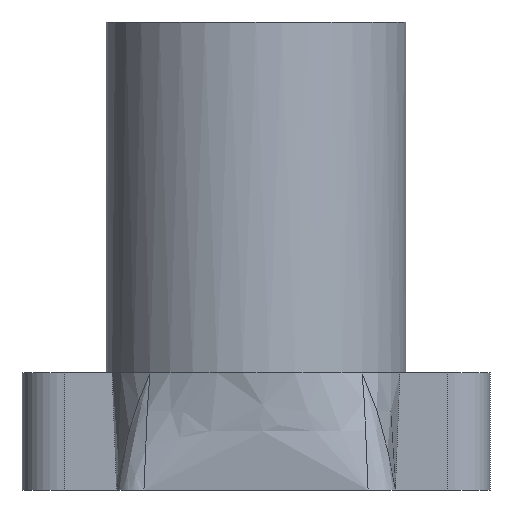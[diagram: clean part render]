
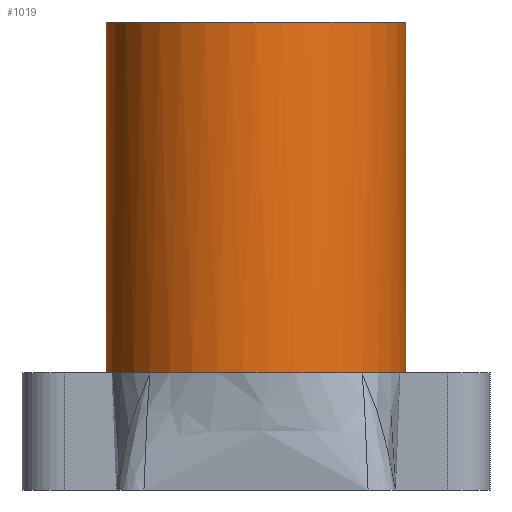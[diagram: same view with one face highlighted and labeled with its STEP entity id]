
A CAD part, front view. The second image highlights one B-rep face of the part: STEP entity #1019.
In plain terms, the highlighted cylindrical face has radius 7.05 mm (diameter 14.1 mm), a partial arc.
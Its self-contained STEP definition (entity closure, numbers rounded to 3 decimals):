
#2 = CARTESIAN_POINT ( 'NONE',  ( -6.929, -1.344, 5.5 ) ) ;
#101 = DIRECTION ( 'NONE',  ( 0., 0., 1. ) ) ;
#141 = VERTEX_POINT ( 'NONE', #2223 ) ;
#186 = DIRECTION ( 'NONE',  ( 0., 0., -1. ) ) ;
#190 = DIRECTION ( 'NONE',  ( 0., 0., 1. ) ) ;
#257 = DIRECTION ( 'NONE',  ( 1., 0., 0. ) ) ;
#294 = LINE ( 'NONE', #1182, #2220 ) ;
#325 = ORIENTED_EDGE ( 'NONE', *, *, #433, .T. ) ;
#342 = ORIENTED_EDGE ( 'NONE', *, *, #1317, .F. ) ;
#433 = EDGE_CURVE ( 'NONE', #1924, #858, #1635, .T. ) ;
#435 = VERTEX_POINT ( 'NONE', #1851 ) ;
#436 = EDGE_CURVE ( 'NONE', #858, #435, #598, .T. ) ;
#487 = ORIENTED_EDGE ( 'NONE', *, *, #882, .T. ) ;
#494 = CARTESIAN_POINT ( 'NONE',  ( -7.026, -0.676, 5.5 ) ) ;
#510 = EDGE_CURVE ( 'NONE', #1381, #1124, #649, .T. ) ;
#515 = B_SPLINE_CURVE_WITH_KNOTS ( 'NONE', 3,
 ( #2227, #1575, #2, #494, #2269, #2239 ),
 .UNSPECIFIED., .F., .F.,
 ( 4, 2, 4 ),
 ( 0.454, 0.477, 0.5 ),
 .UNSPECIFIED. ) ;
#598 = LINE ( 'NONE', #1292, #1391 ) ;
#623 = CARTESIAN_POINT ( 'NONE',  ( 7.05, 0., 22. ) ) ;
#649 = CIRCLE ( 'NONE', #2181, 7.05 ) ;
#701 = ORIENTED_EDGE ( 'NONE', *, *, #702, .T. ) ;
#702 = EDGE_CURVE ( 'NONE', #1124, #2063, #1245, .T. ) ;
#806 = DIRECTION ( 'NONE',  ( 0., 0., -1. ) ) ;
#824 = AXIS2_PLACEMENT_3D ( 'NONE', #1079, #190, #1767 ) ;
#858 = VERTEX_POINT ( 'NONE', #2103 ) ;
#869 = CARTESIAN_POINT ( 'NONE',  ( 7.05, 0., 5.5 ) ) ;
#882 = EDGE_CURVE ( 'NONE', #2063, #2081, #1282, .T. ) ;
#920 = CARTESIAN_POINT ( 'NONE',  ( -6.76, -2., 5.5 ) ) ;
#959 = CARTESIAN_POINT ( 'NONE',  ( 4.985, -4.985, 5.5 ) ) ;
#1019 = ADVANCED_FACE ( 'NONE', ( #2109 ), #1444, .T. ) ;
#1026 = AXIS2_PLACEMENT_3D ( 'NONE', #1753, #186, #1965 ) ;
#1064 = CARTESIAN_POINT ( 'NONE',  ( 6.76, -2., 5.5 ) ) ;
#1079 = CARTESIAN_POINT ( 'NONE',  ( 0., 0., 5.5 ) ) ;
#1124 = VERTEX_POINT ( 'NONE', #1374 ) ;
#1162 = DIRECTION ( 'NONE',  ( 0., 0., -1. ) ) ;
#1179 = DIRECTION ( 'NONE',  ( 1., 0., 0. ) ) ;
#1182 = CARTESIAN_POINT ( 'NONE',  ( 7.05, 0., 59.94 ) ) ;
#1213 = CARTESIAN_POINT ( 'NONE',  ( 7.05, -0.34, 5.5 ) ) ;
#1245 = CIRCLE ( 'NONE', #1974, 7.05 ) ;
#1282 = CIRCLE ( 'NONE', #824, 7.05 ) ;
#1292 = CARTESIAN_POINT ( 'NONE',  ( -7.05, 0., 59.94 ) ) ;
#1314 = DIRECTION ( 'NONE',  ( -1., 0., 0. ) ) ;
#1317 = EDGE_CURVE ( 'NONE', #1924, #141, #294, .T. ) ;
#1337 = CARTESIAN_POINT ( 'NONE',  ( 0., 0., 22. ) ) ;
#1374 = CARTESIAN_POINT ( 'NONE',  ( -4.985, -4.985, 5.5 ) ) ;
#1379 = ORIENTED_EDGE ( 'NONE', *, *, #1494, .F. ) ;
#1381 = VERTEX_POINT ( 'NONE', #920 ) ;
#1391 = VECTOR ( 'NONE', #1162, 1000. ) ;
#1410 = CARTESIAN_POINT ( 'NONE',  ( 6.856, -1.676, 5.5 ) ) ;
#1444 = CYLINDRICAL_SURFACE ( 'NONE', #1026, 7.05 ) ;
#1478 = ORIENTED_EDGE ( 'NONE', *, *, #510, .T. ) ;
#1490 = ORIENTED_EDGE ( 'NONE', *, *, #1710, .F. ) ;
#1494 = EDGE_CURVE ( 'NONE', #141, #2081, #1740, .T. ) ;
#1543 = CARTESIAN_POINT ( 'NONE',  ( 0., 0., 5.5 ) ) ;
#1561 = CARTESIAN_POINT ( 'NONE',  ( 7.026, -0.675, 5.5 ) ) ;
#1575 = CARTESIAN_POINT ( 'NONE',  ( -6.856, -1.676, 5.5 ) ) ;
#1579 = CARTESIAN_POINT ( 'NONE',  ( 6.929, -1.345, 5.5 ) ) ;
#1603 = AXIS2_PLACEMENT_3D ( 'NONE', #1337, #2182, #1314 ) ;
#1633 = DIRECTION ( 'NONE',  ( 0., 0., 1. ) ) ;
#1635 = CIRCLE ( 'NONE', #1603, 7.05 ) ;
#1680 = CARTESIAN_POINT ( 'NONE',  ( 0., 0., 5.5 ) ) ;
#1710 = EDGE_CURVE ( 'NONE', #1381, #435, #515, .T. ) ;
#1740 = B_SPLINE_CURVE_WITH_KNOTS ( 'NONE', 3,
 ( #869, #1213, #1561, #1579, #1410, #1064 ),
 .UNSPECIFIED., .F., .F.,
 ( 4, 2, 4 ),
 ( 0.5, 0.75, 1. ),
 .UNSPECIFIED. ) ;
#1753 = CARTESIAN_POINT ( 'NONE',  ( 0., 0., 59.94 ) ) ;
#1767 = DIRECTION ( 'NONE',  ( 1., 0., 0. ) ) ;
#1829 = CARTESIAN_POINT ( 'NONE',  ( 6.76, -2., 5.5 ) ) ;
#1851 = CARTESIAN_POINT ( 'NONE',  ( -7.05, 0., 5.5 ) ) ;
#1924 = VERTEX_POINT ( 'NONE', #623 ) ;
#1952 = EDGE_LOOP ( 'NONE', ( #342, #325, #2267, #1490, #1478, #701, #487, #1379 ) ) ;
#1965 = DIRECTION ( 'NONE',  ( -1., 0., 0. ) ) ;
#1974 = AXIS2_PLACEMENT_3D ( 'NONE', #1543, #101, #1179 ) ;
#2063 = VERTEX_POINT ( 'NONE', #959 ) ;
#2081 = VERTEX_POINT ( 'NONE', #1829 ) ;
#2103 = CARTESIAN_POINT ( 'NONE',  ( -7.05, 0., 22. ) ) ;
#2109 = FACE_OUTER_BOUND ( 'NONE', #1952, .T. ) ;
#2181 = AXIS2_PLACEMENT_3D ( 'NONE', #1680, #1633, #257 ) ;
#2182 = DIRECTION ( 'NONE',  ( 0., 0., -1. ) ) ;
#2220 = VECTOR ( 'NONE', #806, 1000. ) ;
#2223 = CARTESIAN_POINT ( 'NONE',  ( 7.05, 0., 5.5 ) ) ;
#2227 = CARTESIAN_POINT ( 'NONE',  ( -6.76, -2., 5.5 ) ) ;
#2239 = CARTESIAN_POINT ( 'NONE',  ( -7.05, 0., 5.5 ) ) ;
#2267 = ORIENTED_EDGE ( 'NONE', *, *, #436, .T. ) ;
#2269 = CARTESIAN_POINT ( 'NONE',  ( -7.05, -0.339, 5.5 ) ) ;
